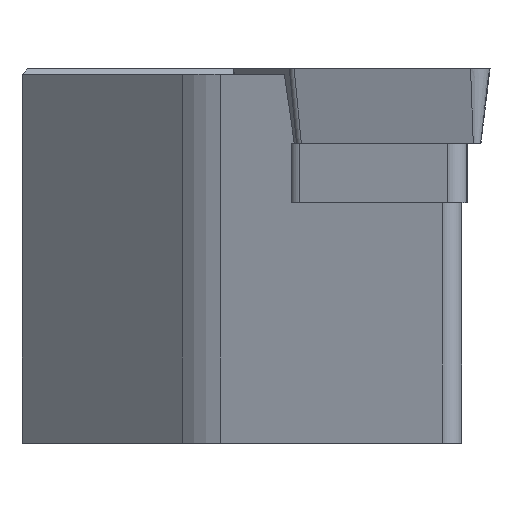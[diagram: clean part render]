
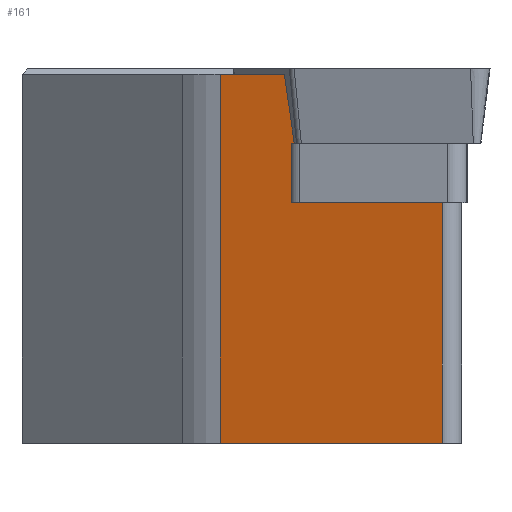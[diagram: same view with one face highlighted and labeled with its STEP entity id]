
A CAD part, left-side view. The second image highlights one B-rep face of the part: STEP entity #161.
In plain terms, the highlighted planar face has unit normal (-0.954, 0.301, 0).
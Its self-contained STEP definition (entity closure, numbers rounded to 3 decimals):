
#161=ADVANCED_FACE('',(#238),#200,.F.);
#200=PLANE('',#893);
#238=FACE_OUTER_BOUND('',#282,.T.);
#282=EDGE_LOOP('',(#374,#375,#376,#377,#378,#379,#380,#381));
#374=ORIENTED_EDGE('',*,*,#628,.F.);
#375=ORIENTED_EDGE('',*,*,#630,.T.);
#376=ORIENTED_EDGE('',*,*,#631,.F.);
#377=ORIENTED_EDGE('',*,*,#632,.F.);
#378=ORIENTED_EDGE('',*,*,#633,.T.);
#379=ORIENTED_EDGE('',*,*,#634,.F.);
#380=ORIENTED_EDGE('',*,*,#635,.T.);
#381=ORIENTED_EDGE('',*,*,#636,.F.);
#552=VERTEX_POINT('',#1227);
#553=VERTEX_POINT('',#1229);
#554=VERTEX_POINT('',#1233);
#555=VERTEX_POINT('',#1235);
#556=VERTEX_POINT('',#1237);
#557=VERTEX_POINT('',#1239);
#558=VERTEX_POINT('',#1241);
#559=VERTEX_POINT('',#1243);
#628=EDGE_CURVE('',#552,#553,#726,.T.);
#630=EDGE_CURVE('',#552,#554,#727,.T.);
#631=EDGE_CURVE('',#555,#554,#728,.T.);
#632=EDGE_CURVE('',#556,#555,#729,.T.);
#633=EDGE_CURVE('',#556,#557,#730,.T.);
#634=EDGE_CURVE('',#558,#557,#731,.T.);
#635=EDGE_CURVE('',#558,#559,#732,.T.);
#636=EDGE_CURVE('',#553,#559,#733,.T.);
#726=LINE('',#1228,#810);
#727=LINE('',#1232,#811);
#728=LINE('',#1234,#812);
#729=LINE('',#1236,#813);
#730=LINE('',#1238,#814);
#731=LINE('',#1240,#815);
#732=LINE('',#1242,#816);
#733=LINE('',#1244,#817);
#810=VECTOR('',#1004,1.);
#811=VECTOR('',#1009,1.);
#812=VECTOR('',#1010,1.);
#813=VECTOR('',#1011,1.);
#814=VECTOR('',#1012,1.);
#815=VECTOR('',#1013,1.);
#816=VECTOR('',#1014,1.);
#817=VECTOR('',#1015,1.);
#893=AXIS2_PLACEMENT_3D('',#1245,#1016,#1017);
#1004=DIRECTION('',(0.,0.,-1.));
#1009=DIRECTION('',(0.301,0.954,0.));
#1010=DIRECTION('',(0.,0.,-1.));
#1011=DIRECTION('',(0.301,0.954,0.));
#1012=DIRECTION('',(0.045,0.141,0.989));
#1013=DIRECTION('',(-0.301,-0.954,0.));
#1014=DIRECTION('',(0.,0.,-1.));
#1015=DIRECTION('',(0.301,0.954,0.));
#1016=DIRECTION('',(0.954,-0.301,0.));
#1017=DIRECTION('',(0.301,0.954,0.));
#1227=CARTESIAN_POINT('',(1.553,-22.443,-7.15));
#1228=CARTESIAN_POINT('',(1.553,-22.443,-30.));
#1229=CARTESIAN_POINT('',(1.553,-22.443,-20.));
#1232=CARTESIAN_POINT('',(2.87,-18.268,-7.15));
#1233=CARTESIAN_POINT('',(4.093,-14.388,-7.15));
#1234=CARTESIAN_POINT('',(4.093,-14.388,-3.97));
#1235=CARTESIAN_POINT('',(4.093,-14.388,-3.97));
#1236=CARTESIAN_POINT('',(2.87,-18.268,-3.97));
#1237=CARTESIAN_POINT('',(4.044,-14.543,-3.97));
#1238=CARTESIAN_POINT('',(4.043,-14.548,-4.005));
#1239=CARTESIAN_POINT('',(4.21,-14.019,-0.3));
#1240=CARTESIAN_POINT('',(1.553,-22.443,-0.3));
#1241=CARTESIAN_POINT('',(5.288,-10.597,-0.3));
#1242=CARTESIAN_POINT('',(5.288,-10.597,-30.));
#1243=CARTESIAN_POINT('',(5.288,-10.597,-20.));
#1244=CARTESIAN_POINT('',(1.553,-22.443,-20.));
#1245=CARTESIAN_POINT('',(1.553,-22.443,-30.));
